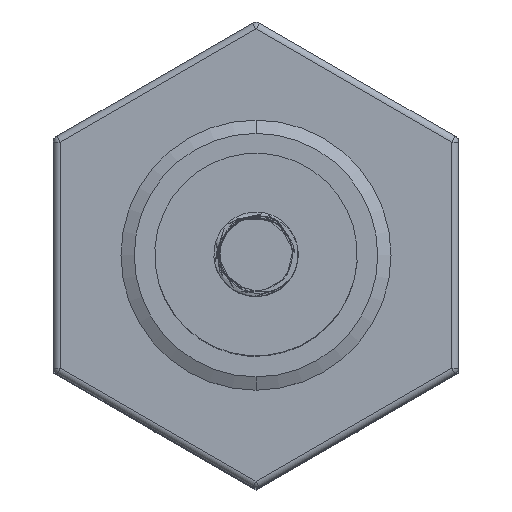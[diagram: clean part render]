
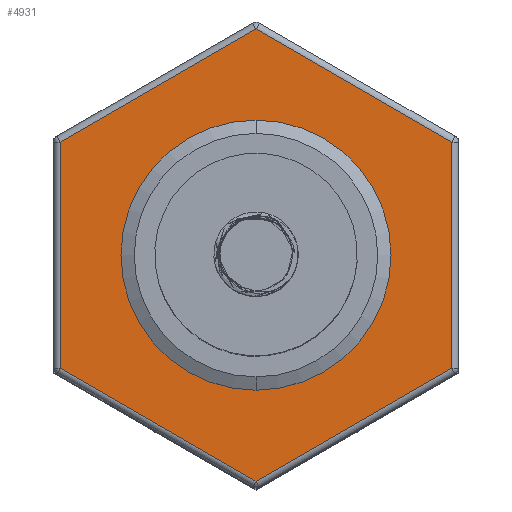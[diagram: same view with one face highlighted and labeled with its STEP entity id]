
A CAD part, top view. The second image highlights one B-rep face of the part: STEP entity #4931.
In plain terms, the highlighted planar face has unit normal (0, 0, 1).
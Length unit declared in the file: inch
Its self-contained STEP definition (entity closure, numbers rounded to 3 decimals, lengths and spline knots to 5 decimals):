
#19 = ORIENTED_EDGE ( 'NONE', *, *, #4194, .T. ) ;
#72 = DIRECTION ( 'NONE',  ( -0.866, 0.5, 0. ) ) ;
#528 = VERTEX_POINT ( 'NONE', #6323 ) ;
#976 = FACE_BOUND ( 'NONE', #16981, .T. ) ;
#1150 = PLANE ( 'NONE',  #2610 ) ;
#1193 = CARTESIAN_POINT ( 'NONE',  ( 0.725, 0.43301, 1.987 ) ) ;
#1204 = VECTOR ( 'NONE', #4044, 39.37008 ) ;
#1302 = VECTOR ( 'NONE', #7765, 39.37008 ) ;
#1795 = CARTESIAN_POINT ( 'NONE',  ( 0.0125, -0.84437, 1.987 ) ) ;
#1921 = VERTEX_POINT ( 'NONE', #10974 ) ;
#2610 = AXIS2_PLACEMENT_3D ( 'NONE', #6402, #11672, #16922 ) ;
#2803 = VERTEX_POINT ( 'NONE', #6320 ) ;
#2836 = CARTESIAN_POINT ( 'NONE',  ( -0.0125, 0.84437, 1.987 ) ) ;
#3420 = AXIS2_PLACEMENT_3D ( 'NONE', #14946, #11159, #8479 ) ;
#3883 = ORIENTED_EDGE ( 'NONE', *, *, #5954, .T. ) ;
#3946 = CARTESIAN_POINT ( 'NONE',  ( -0.725, 0.41858, 1.987 ) ) ;
#4044 = DIRECTION ( 'NONE',  ( 0., 1., 0. ) ) ;
#4062 = LINE ( 'NONE', #14573, #1302 ) ;
#4194 = EDGE_CURVE ( 'NONE', #14408, #1921, #16272, .T. ) ;
#4333 = DIRECTION ( 'NONE',  ( -0.866, -0.5, 0. ) ) ;
#4607 = VECTOR ( 'NONE', #7049, 39.37008 ) ;
#4931 = ADVANCED_FACE ( 'NONE', ( #976, #12965 ), #1150, .T. ) ;
#5389 = ORIENTED_EDGE ( 'NONE', *, *, #9749, .T. ) ;
#5435 = CARTESIAN_POINT ( 'NONE',  ( 0., 0., 1.987 ) ) ;
#5821 = CARTESIAN_POINT ( 'NONE',  ( -0.725, -0.41858, 1.987 ) ) ;
#5954 = EDGE_CURVE ( 'NONE', #14461, #528, #9303, .T. ) ;
#6153 = CIRCLE ( 'NONE', #3420, 0.47425 ) ;
#6320 = CARTESIAN_POINT ( 'NONE',  ( -0.23713, 0.41072, 1.987 ) ) ;
#6323 = CARTESIAN_POINT ( 'NONE',  ( 0., 0.83716, 1.987 ) ) ;
#6360 = LINE ( 'NONE', #1193, #1204 ) ;
#6402 = CARTESIAN_POINT ( 'NONE',  ( 0.75, 1.29904, 1.987 ) ) ;
#7049 = DIRECTION ( 'NONE',  ( 0.866, -0.5, 0. ) ) ;
#7162 = CARTESIAN_POINT ( 'NONE',  ( -0.7375, 0.41136, 1.987 ) ) ;
#7211 = EDGE_CURVE ( 'NONE', #528, #10012, #15087, .T. ) ;
#7268 = EDGE_LOOP ( 'NONE', ( #3883, #11172, #5389, #19, #11805, #13642 ) ) ;
#7765 = DIRECTION ( 'NONE',  ( 0., -1., 0. ) ) ;
#8365 = VERTEX_POINT ( 'NONE', #11336 ) ;
#8479 = DIRECTION ( 'NONE',  ( 0.5, -0.866, 0. ) ) ;
#8874 = LINE ( 'NONE', #14139, #11943 ) ;
#9303 = LINE ( 'NONE', #2836, #14458 ) ;
#9749 = EDGE_CURVE ( 'NONE', #10012, #14408, #4062, .T. ) ;
#10012 = VERTEX_POINT ( 'NONE', #3946 ) ;
#10443 = DIRECTION ( 'NONE',  ( 0., 0., 1. ) ) ;
#10731 = VERTEX_POINT ( 'NONE', #16218 ) ;
#10974 = CARTESIAN_POINT ( 'NONE',  ( 0., -0.83716, 1.987 ) ) ;
#11159 = DIRECTION ( 'NONE',  ( 0., 0., 1. ) ) ;
#11172 = ORIENTED_EDGE ( 'NONE', *, *, #7211, .T. ) ;
#11336 = CARTESIAN_POINT ( 'NONE',  ( 0.725, -0.41858, 1.987 ) ) ;
#11390 = CIRCLE ( 'NONE', #15787, 0.47425 ) ;
#11560 = DIRECTION ( 'NONE',  ( 0.866, 0.5, 0. ) ) ;
#11672 = DIRECTION ( 'NONE',  ( 0., 0., 1. ) ) ;
#11805 = ORIENTED_EDGE ( 'NONE', *, *, #12618, .T. ) ;
#11943 = VECTOR ( 'NONE', #11560, 39.37008 ) ;
#12618 = EDGE_CURVE ( 'NONE', #1921, #8365, #8874, .T. ) ;
#12732 = EDGE_CURVE ( 'NONE', #10731, #2803, #11390, .T. ) ;
#12965 = FACE_OUTER_BOUND ( 'NONE', #7268, .T. ) ;
#12970 = CARTESIAN_POINT ( 'NONE',  ( 0.725, 0.41858, 1.987 ) ) ;
#13365 = DIRECTION ( 'NONE',  ( 0.5, -0.866, 0. ) ) ;
#13642 = ORIENTED_EDGE ( 'NONE', *, *, #15223, .T. ) ;
#13769 = EDGE_CURVE ( 'NONE', #2803, #10731, #6153, .T. ) ;
#14121 = ORIENTED_EDGE ( 'NONE', *, *, #13769, .F. ) ;
#14139 = CARTESIAN_POINT ( 'NONE',  ( 0.7375, -0.41136, 1.987 ) ) ;
#14408 = VERTEX_POINT ( 'NONE', #5821 ) ;
#14458 = VECTOR ( 'NONE', #72, 39.37008 ) ;
#14461 = VERTEX_POINT ( 'NONE', #12970 ) ;
#14573 = CARTESIAN_POINT ( 'NONE',  ( -0.725, -0.43301, 1.987 ) ) ;
#14580 = ORIENTED_EDGE ( 'NONE', *, *, #12732, .F. ) ;
#14946 = CARTESIAN_POINT ( 'NONE',  ( 0., 0., 1.987 ) ) ;
#15087 = LINE ( 'NONE', #7162, #15137 ) ;
#15137 = VECTOR ( 'NONE', #4333, 39.37008 ) ;
#15223 = EDGE_CURVE ( 'NONE', #8365, #14461, #6360, .T. ) ;
#15787 = AXIS2_PLACEMENT_3D ( 'NONE', #5435, #10443, #13365 ) ;
#16218 = CARTESIAN_POINT ( 'NONE',  ( 0.23713, -0.41072, 1.987 ) ) ;
#16272 = LINE ( 'NONE', #1795, #4607 ) ;
#16922 = DIRECTION ( 'NONE',  ( 0.5, -0.866, 0. ) ) ;
#16981 = EDGE_LOOP ( 'NONE', ( #14121, #14580 ) ) ;
